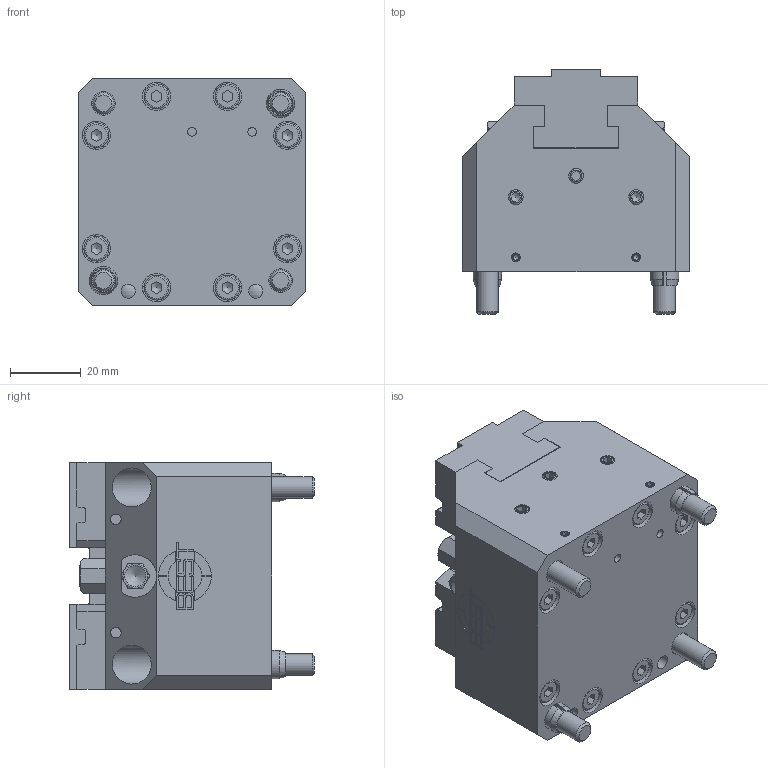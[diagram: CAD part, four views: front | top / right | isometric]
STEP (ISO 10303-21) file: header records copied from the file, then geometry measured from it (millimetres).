
FILE_DESCRIPTION(/* description */ ('Hydr. Zentrierspanner BSH-64'),/* implementation_level */ '2;1');
FILE_NAME(/* name */ '100-0064-001 Kunde (verstellbar).stp',/* time_stamp */ '2021-10-11T13:02:10+02:00',/* author */ ('adam'),/* organization */ (''),/* preprocessor_version */ 'ST-DEVELOPER v18.1',/* originating_system */ 'Autodesk Inventor 2021',/* authorisation */ '');
FILE_SCHEMA (('AUTOMOTIVE_DESIGN { 1 0 10303 214 3 1 1 }'));
Length unit declared in the file: millimetre
Products named in the file (3): 100-0064-001 Kunde (verstellbar); 100-0064-001 Basis (verstellbar); 100-0064-001 Backe (verstellbar)
Assembly tree (3 placements, depth 2):
  100-0064-001 Kunde (verstellbar)
    100-0064-001 Basis (verstellbar)
    100-0064-001 Backe (verstellbar)  x2
Bounding box: 64 x 69 x 64 mm (x, y, z)
Volume: 187762.5 mm3; surface area: 42822.4 mm2
Topology: 3 solids, 27 shells, 926 faces, 2403 edges, 1560 vertices
Faces by surface type: plane 551, cylinder 235, cone 100, torus 34, sphere 6
Full cylindrical faces by diameter (mm): 2.459 x6, 2.5 x2, 3 x6, 3.242 x16, 3.4 x6, 4 x5, 4.134 x3, 5.5 x4, 6 x10, 6.6 x3, 7 x8, 8 x9, 10 x4, 11 x4
Entity records: 26111 total; most frequent: CARTESIAN_POINT 5006, ORIENTED_EDGE 4220, DIRECTION 4213, EDGE_CURVE 2110, AXIS2_PLACEMENT_3D 1489, VERTEX_POINT 1390, LINE 1235, VECTOR 1235
